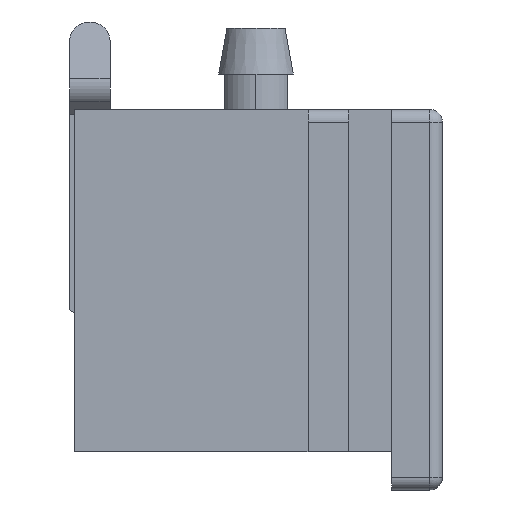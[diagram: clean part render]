
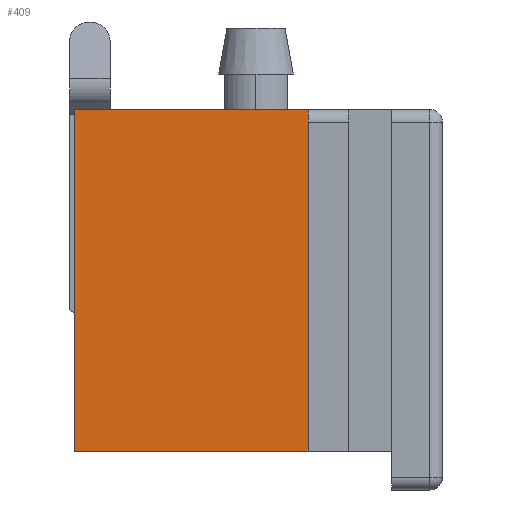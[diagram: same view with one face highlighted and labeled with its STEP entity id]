
A CAD part, left-side view. The second image highlights one B-rep face of the part: STEP entity #409.
In plain terms, the highlighted planar face has unit normal (-1, 0, 0).
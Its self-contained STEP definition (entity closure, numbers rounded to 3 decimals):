
#138 = VERTEX_POINT ( 'NONE', #1425 ) ;
#139 = VERTEX_POINT ( 'NONE', #1426 ) ;
#329 = EDGE_CURVE ( 'NONE', #685, #686, #2849, .T. ) ;
#409 = ADVANCED_FACE ( 'NONE', ( #2983 ), #3398, .F. ) ;
#685 = VERTEX_POINT ( 'NONE', #4523 ) ;
#686 = VERTEX_POINT ( 'NONE', #4524 ) ;
#873 = ORIENTED_EDGE ( 'NONE', *, *, #1127, .T. ) ;
#874 = ORIENTED_EDGE ( 'NONE', *, *, #1126, .T. ) ;
#875 = ORIENTED_EDGE ( 'NONE', *, *, #329, .F. ) ;
#876 = ORIENTED_EDGE ( 'NONE', *, *, #1128, .F. ) ;
#1126 = EDGE_CURVE ( 'NONE', #139, #686, #3896, .T. ) ;
#1127 = EDGE_CURVE ( 'NONE', #138, #139, #3889, .T. ) ;
#1128 = EDGE_CURVE ( 'NONE', #138, #685, #3900, .T. ) ;
#1425 = CARTESIAN_POINT ( 'NONE',  ( -9.25, 14.5, -6. ) ) ;
#1426 = CARTESIAN_POINT ( 'NONE',  ( -9.25, 5.3, -6. ) ) ;
#2217 = AXIS2_PLACEMENT_3D ( 'NONE', #3399, #3408, #3409 ) ;
#2849 = LINE ( 'NONE', #3150, #2850 ) ;
#2850 = VECTOR ( 'NONE', #3151, 1000. ) ;
#2983 = FACE_OUTER_BOUND ( 'NONE', #5652, .T. ) ;
#3150 = CARTESIAN_POINT ( 'NONE',  ( -9.25, 14.5, 7.5 ) ) ;
#3151 = DIRECTION ( 'NONE',  ( 0., -1., 0. ) ) ;
#3398 = PLANE ( 'NONE',  #2217 ) ;
#3399 = CARTESIAN_POINT ( 'NONE',  ( -9.25, 14.5, -6. ) ) ;
#3408 = DIRECTION ( 'NONE',  ( 1., 0., 0. ) ) ;
#3409 = DIRECTION ( 'NONE',  ( 0., 0., -1. ) ) ;
#3889 = LINE ( 'NONE', #4718, #3898 ) ;
#3896 = LINE ( 'NONE', #4724, #3897 ) ;
#3897 = VECTOR ( 'NONE', #4725, 1000. ) ;
#3898 = VECTOR ( 'NONE', #4727, 1000. ) ;
#3900 = LINE ( 'NONE', #4728, #3901 ) ;
#3901 = VECTOR ( 'NONE', #4729, 1000. ) ;
#4523 = CARTESIAN_POINT ( 'NONE',  ( -9.25, 14.5, 7.5 ) ) ;
#4524 = CARTESIAN_POINT ( 'NONE',  ( -9.25, 5.3, 7.5 ) ) ;
#4718 = CARTESIAN_POINT ( 'NONE',  ( -9.25, 14.5, -6. ) ) ;
#4724 = CARTESIAN_POINT ( 'NONE',  ( -9.25, 5.3, -8.371 ) ) ;
#4725 = DIRECTION ( 'NONE',  ( 0., 0., 1. ) ) ;
#4727 = DIRECTION ( 'NONE',  ( 0., -1., 0. ) ) ;
#4728 = CARTESIAN_POINT ( 'NONE',  ( -9.25, 14.5, -6. ) ) ;
#4729 = DIRECTION ( 'NONE',  ( 0., 0., 1. ) ) ;
#5652 = EDGE_LOOP ( 'NONE', ( #873, #874, #875, #876 ) ) ;
